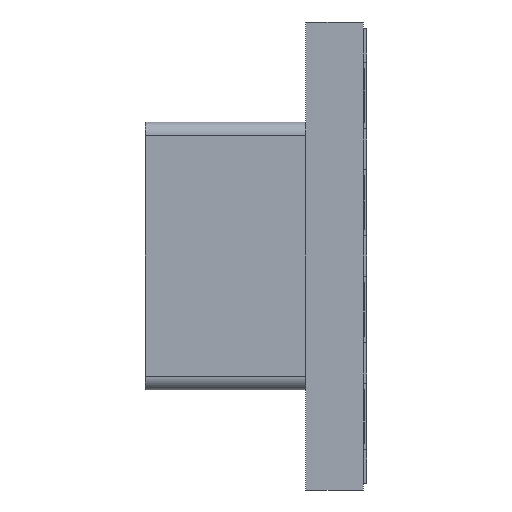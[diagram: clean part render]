
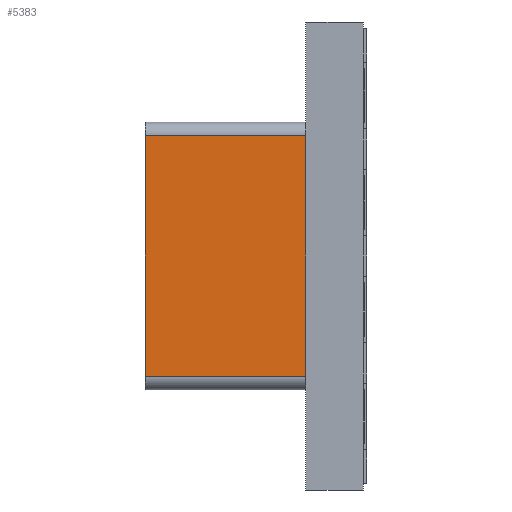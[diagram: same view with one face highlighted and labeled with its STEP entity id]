
A CAD part, left-side view. The second image highlights one B-rep face of the part: STEP entity #5383.
In plain terms, the highlighted face is planar.
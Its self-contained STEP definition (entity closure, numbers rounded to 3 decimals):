
#5218=DIRECTION('',(0.,0.,-1.));
#5219=VECTOR('',#5218,1.8);
#5220=CARTESIAN_POINT('',(0.6,0.,0.9));
#5221=LINE('',#5220,#5219);
#5225=DIRECTION('',(0.,-1.,0.));
#5226=VECTOR('',#5225,1.2);
#5227=CARTESIAN_POINT('',(0.6,1.2,-0.9));
#5228=LINE('',#5227,#5226);
#5232=DIRECTION('',(0.,-1.,0.));
#5233=VECTOR('',#5232,1.2);
#5234=CARTESIAN_POINT('',(0.6,1.2,0.9));
#5235=LINE('',#5234,#5233);
#5275=DIRECTION('',(0.,0.,-1.));
#5276=VECTOR('',#5275,1.8);
#5277=CARTESIAN_POINT('',(0.6,1.2,0.9));
#5278=LINE('',#5277,#5276);
#5320=CARTESIAN_POINT('',(0.6,0.,-0.9));
#5322=VERTEX_POINT('',#5320);
#5323=CARTESIAN_POINT('',(0.6,1.2,-0.9));
#5324=VERTEX_POINT('',#5323);
#5327=CARTESIAN_POINT('',(0.6,0.,0.9));
#5329=VERTEX_POINT('',#5327);
#5333=CARTESIAN_POINT('',(0.6,1.2,0.9));
#5334=VERTEX_POINT('',#5333);
#5370=CARTESIAN_POINT('',(0.6,0.,1.));
#5371=DIRECTION('',(1.,0.,0.));
#5372=DIRECTION('',(0.,0.,-1.));
#5373=AXIS2_PLACEMENT_3D('',#5370,#5371,#5372);
#5374=PLANE('',#5373);
#5375=ORIENTED_EDGE('',*,*,#5361,.T.);
#5376=ORIENTED_EDGE('',*,*,#5350,.F.);
#5378=ORIENTED_EDGE('',*,*,#5377,.F.);
#5380=ORIENTED_EDGE('',*,*,#5379,.T.);
#5381=EDGE_LOOP('',(#5375,#5376,#5378,#5380));
#5382=FACE_OUTER_BOUND('',#5381,.F.);
#5383=ADVANCED_FACE('',(#5382),#5374,.T.);
#5350=EDGE_CURVE('',#5329,#5322,#5221,.T.);
#5361=EDGE_CURVE('',#5324,#5322,#5228,.T.);
#5377=EDGE_CURVE('',#5334,#5329,#5235,.T.);
#5379=EDGE_CURVE('',#5334,#5324,#5278,.T.);
